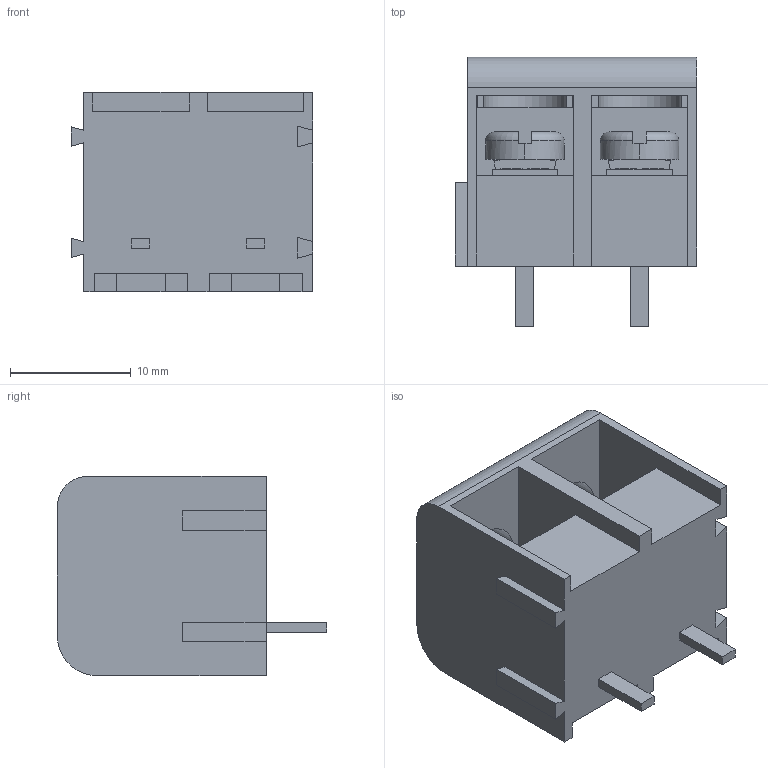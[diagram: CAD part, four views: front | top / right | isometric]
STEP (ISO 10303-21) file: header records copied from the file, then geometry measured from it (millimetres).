
FILE_DESCRIPTION((''),'2;1');
FILE_NAME('C-1546833-2','2015-10-12T',('workeradm'),('Tyco Electronics Ltd.'),'CREO PARAMETRIC BY PTC INC, 2015200','CREO PARAMETRIC BY PTC INC, 2015200','');
FILE_SCHEMA(('AUTOMOTIVE_DESIGN { 1 0 10303 214 1 1 1 1 }'));
Length unit declared in the file: millimetre
Products named in the file (1): C-1546833-2
Bounding box: 20.03 x 22.3 x 16.5 mm (x, y, z)
Volume: 3615.6 mm3; surface area: 3251 mm2
Topology: 3 solids, 3 shells, 140 faces, 386 edges, 256 vertices
Faces by surface type: plane 112, cylinder 24, torus 4
Entity records: 4522 total; most frequent: CARTESIAN_POINT 856, ORIENTED_EDGE 772, DIRECTION 718, EDGE_CURVE 386, VECTOR 318, LINE 318, VERTEX_POINT 256, AXIS2_PLACEMENT_3D 200
